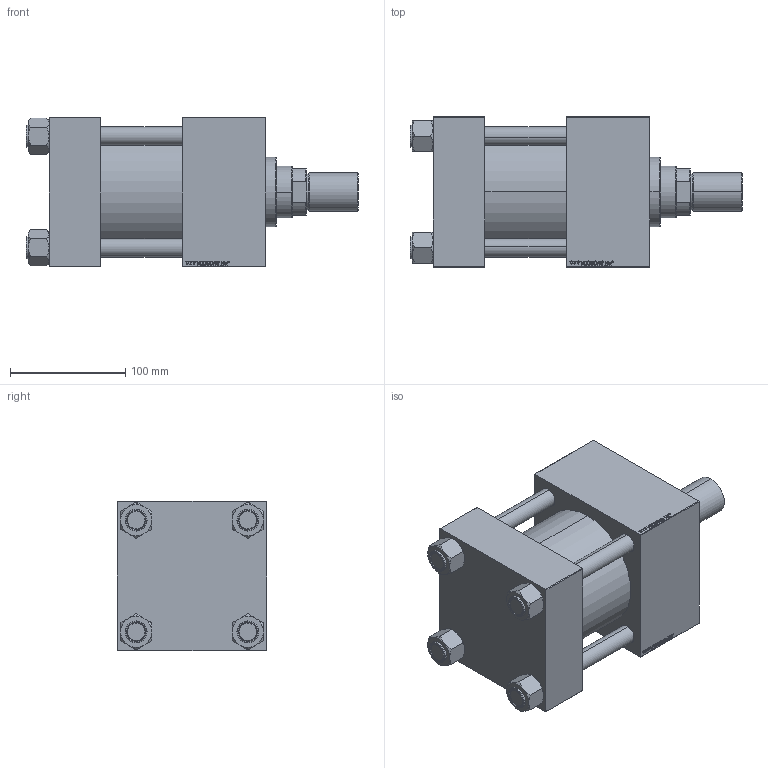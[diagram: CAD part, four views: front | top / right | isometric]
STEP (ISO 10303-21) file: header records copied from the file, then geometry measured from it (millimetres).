
FILE_DESCRIPTION (( 'STEP AP203' ), '1' );
FILE_NAME ('2637.STEP', '2022-04-16T10:38:55', ( '' ), ( '' ), 'SwSTEP 2.0', 'SolidWorks 2019', '' );
FILE_SCHEMA (( 'CONFIG_CONTROL_DESIGN' ));
Length unit declared in the file: millimetre
Products named in the file (7): NUT_M5_C 55a3ba5fb984fe7a06b8d48576540057; V215_VC_A 55a3ba5fb984fe7a06b8d48576540057; ROD_END_AH 55a3ba5fb984fe7a06b8d48576540057; 2637; V215CR_C_TYCINKA 55a3ba5fb984fe7a06b8d48576540057; V215CR_VCP_C 55a3ba5fb984fe7a06b8d48576540057; V215CR_C_Body 55a3ba5fb984fe7a06b8d48576540057
Assembly tree (12 placements, depth 2):
  2637
    V215CR_C_Body 55a3ba5fb984fe7a06b8d48576540057
    V215CR_VCP_C 55a3ba5fb984fe7a06b8d48576540057
    NUT_M5_C 55a3ba5fb984fe7a06b8d48576540057  x4
    V215CR_C_TYCINKA 55a3ba5fb984fe7a06b8d48576540057  x4
    V215_VC_A 55a3ba5fb984fe7a06b8d48576540057
    ROD_END_AH 55a3ba5fb984fe7a06b8d48576540057
Bounding box: 288 x 130 x 130 mm (x, y, z)
Volume: 2463227.2 mm3; surface area: 332938.3 mm2
Topology: 12 solids, 12 shells, 1217 faces, 3062 edges, 1991 vertices
Faces by surface type: plane 580, bspline 392, cone 140, cylinder 95, torus 10
Entity records: 51287 total; most frequent: CARTESIAN_POINT 27298, ORIENTED_EDGE 5388, DIRECTION 3484, EDGE_CURVE 2694, VERTEX_POINT 1769, LINE 1626, VECTOR 1626, EDGE_LOOP 1195
